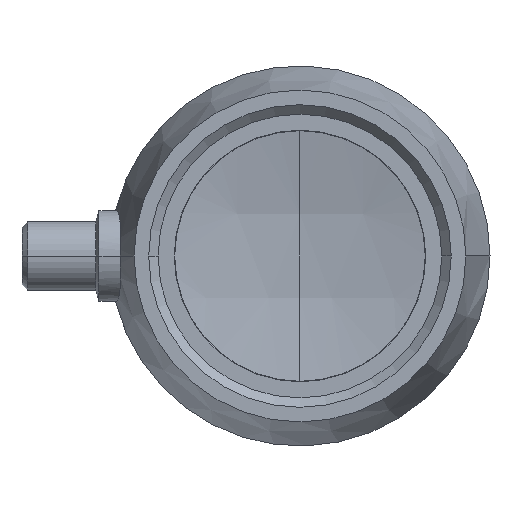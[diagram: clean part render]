
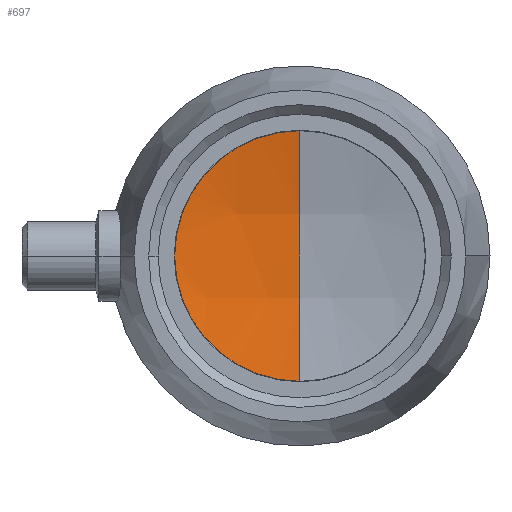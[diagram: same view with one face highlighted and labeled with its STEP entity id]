
A CAD part, left-side view. The second image highlights one B-rep face of the part: STEP entity #697.
In plain terms, the highlighted spherical face has radius 103.401 mm.
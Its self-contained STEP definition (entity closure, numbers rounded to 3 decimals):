
#397 = VERTEX_POINT( '', #1043 );
#443 = EDGE_CURVE( '', #655, #397, #1097, .T. );
#655 = VERTEX_POINT( '', #1329 );
#697 = ADVANCED_FACE( '', ( #1376 ), #1377, .F. );
#709 = EDGE_CURVE( '', #773, #655, #1390, .T. );
#773 = VERTEX_POINT( '', #1466 );
#939 = EDGE_CURVE( '', #397, #773, #1655, .T. );
#1043 = CARTESIAN_POINT( '', ( 55.955, 0., 22.089 ) );
#1097 = CIRCLE( '', #1893, 103.402 );
#1329 = CARTESIAN_POINT( '', ( 55.955, 0., -22.089 ) );
#1376 = FACE_OUTER_BOUND( '', #2391, .T. );
#1377 = SPHERICAL_SURFACE( '', #2392, 103.402 );
#1390 = CIRCLE( '', #2428, 22.089 );
#1466 = CARTESIAN_POINT( '', ( 55.955, 22.089, 0. ) );
#1655 = CIRCLE( '', #2968, 22.089 );
#1893 = AXIS2_PLACEMENT_3D( '', #3179, #3180, #3181 );
#2391 = EDGE_LOOP( '', ( #3505, #3506, #3507 ) );
#2392 = AXIS2_PLACEMENT_3D( '', #3508, #3509, #3510 );
#2428 = AXIS2_PLACEMENT_3D( '', #3521, #3522, #3523 );
#2968 = AXIS2_PLACEMENT_3D( '', #3863, #3864, #3865 );
#3179 = CARTESIAN_POINT( '', ( -45.06, 0., 0. ) );
#3180 = DIRECTION( '', ( 0., -1., 0. ) );
#3181 = DIRECTION( '', ( 0., 0., -1. ) );
#3505 = ORIENTED_EDGE( '', *, *, #443, .T. );
#3506 = ORIENTED_EDGE( '', *, *, #939, .T. );
#3507 = ORIENTED_EDGE( '', *, *, #709, .T. );
#3508 = CARTESIAN_POINT( '', ( -45.06, 0., 0. ) );
#3509 = DIRECTION( '', ( 0., 0., 1. ) );
#3510 = DIRECTION( '', ( 1., 0., 0. ) );
#3521 = CARTESIAN_POINT( '', ( 55.955, 0., 0. ) );
#3522 = DIRECTION( '', ( -1., 0., 0. ) );
#3523 = DIRECTION( '', ( 0., 1., 0. ) );
#3863 = CARTESIAN_POINT( '', ( 55.955, 0., 0. ) );
#3864 = DIRECTION( '', ( -1., 0., 0. ) );
#3865 = DIRECTION( '', ( 0., 1., 0. ) );
